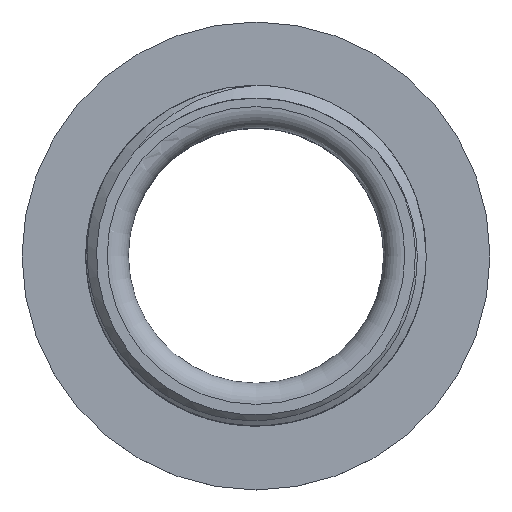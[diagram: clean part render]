
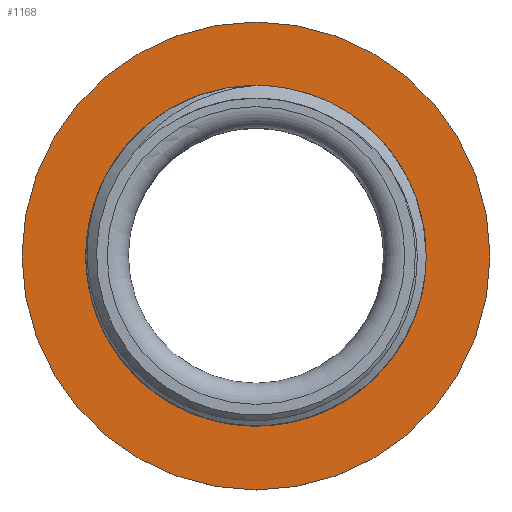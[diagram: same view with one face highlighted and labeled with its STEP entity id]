
A CAD part, top view. The second image highlights one B-rep face of the part: STEP entity #1168.
In plain terms, the highlighted planar face has unit normal (0, 0, 1).
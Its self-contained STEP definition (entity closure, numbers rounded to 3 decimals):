
#21=FACE_BOUND('',#184,.T.);
#24=PLANE('',#1249);
#51=CIRCLE('',#1208,8.);
#65=CIRCLE('',#1244,11.);
#119=FACE_OUTER_BOUND('',#183,.T.);
#183=EDGE_LOOP('',(#970));
#184=EDGE_LOOP('',(#971));
#456=VERTEX_POINT('',#2115);
#538=VERTEX_POINT('',#3917);
#580=EDGE_CURVE('',#456,#456,#51,.T.);
#704=EDGE_CURVE('',#538,#538,#65,.T.);
#970=ORIENTED_EDGE('',*,*,#704,.F.);
#971=ORIENTED_EDGE('',*,*,#580,.T.);
#1168=ADVANCED_FACE('',(#119,#21),#24,.F.);
#1208=AXIS2_PLACEMENT_3D('',#2117,#1306,#1307);
#1244=AXIS2_PLACEMENT_3D('',#3918,#1415,#1416);
#1249=AXIS2_PLACEMENT_3D('',#3927,#1426,#1427);
#1306=DIRECTION('center_axis',(0.,0.,-1.));
#1307=DIRECTION('ref_axis',(1.,0.,0.));
#1415=DIRECTION('center_axis',(0.,0.,-1.));
#1416=DIRECTION('ref_axis',(1.,0.,0.));
#1426=DIRECTION('center_axis',(0.,0.,-1.));
#1427=DIRECTION('ref_axis',(1.,0.,0.));
#2115=CARTESIAN_POINT('',(8.,0.,2.));
#2117=CARTESIAN_POINT('Origin',(0.,0.,2.));
#3917=CARTESIAN_POINT('',(11.,0.,2.));
#3918=CARTESIAN_POINT('Origin',(0.,0.,2.));
#3927=CARTESIAN_POINT('Origin',(0.,0.,2.));
